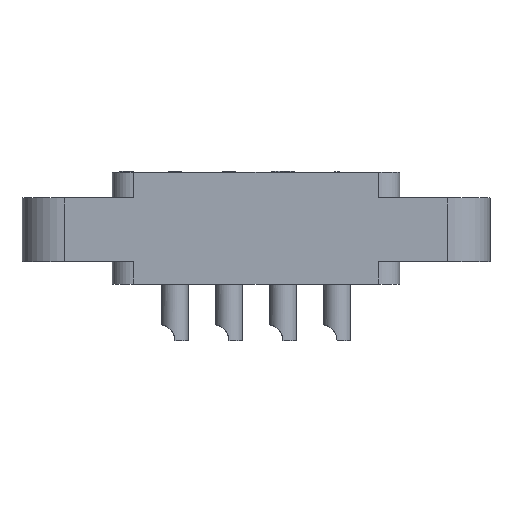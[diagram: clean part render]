
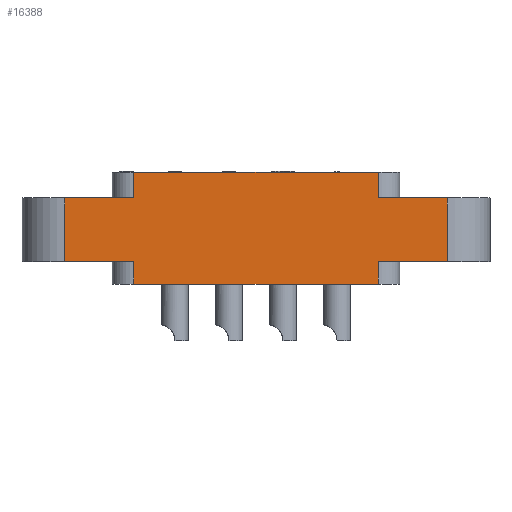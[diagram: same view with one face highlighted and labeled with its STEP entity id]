
A CAD part, top view. The second image highlights one B-rep face of the part: STEP entity #16388.
In plain terms, the highlighted planar face has unit normal (0, 0, 1).
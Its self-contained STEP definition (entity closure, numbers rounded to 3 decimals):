
#19=DIRECTION('',(-1.,0.,0.));
#20=VECTOR('',#19,6.5);
#21=CARTESIAN_POINT('',(18.,8.1,6.6));
#22=LINE('',#21,#20);
#41=DIRECTION('',(0.,1.,0.));
#42=VECTOR('',#41,2.4);
#43=CARTESIAN_POINT('',(11.5,8.1,6.6));
#44=LINE('',#43,#42);
#63=DIRECTION('',(-1.,0.,0.));
#64=VECTOR('',#63,23.);
#65=CARTESIAN_POINT('',(11.5,10.5,6.6));
#66=LINE('',#65,#64);
#881=DIRECTION('',(0.,-1.,0.));
#882=VECTOR('',#881,2.4);
#883=CARTESIAN_POINT('',(-11.5,10.5,6.6));
#884=LINE('',#883,#882);
#903=DIRECTION('',(-1.,0.,0.));
#904=VECTOR('',#903,6.5);
#905=CARTESIAN_POINT('',(-11.5,8.1,6.6));
#906=LINE('',#905,#904);
#943=DIRECTION('',(0.,-1.,0.));
#944=VECTOR('',#943,6.);
#945=CARTESIAN_POINT('',(-18.,8.1,6.6));
#946=LINE('',#945,#944);
#969=DIRECTION('',(1.,0.,0.));
#970=VECTOR('',#969,6.5);
#971=CARTESIAN_POINT('',(-18.,2.1,6.6));
#972=LINE('',#971,#970);
#987=DIRECTION('',(0.,-1.,0.));
#988=VECTOR('',#987,2.1);
#989=CARTESIAN_POINT('',(-11.5,2.1,6.6));
#990=LINE('',#989,#988);
#1009=DIRECTION('',(1.,0.,0.));
#1010=VECTOR('',#1009,23.);
#1011=CARTESIAN_POINT('',(-11.5,0.,6.6));
#1012=LINE('',#1011,#1010);
#1125=DIRECTION('',(0.,1.,0.));
#1126=VECTOR('',#1125,2.1);
#1127=CARTESIAN_POINT('',(11.5,0.,6.6));
#1128=LINE('',#1127,#1126);
#1147=DIRECTION('',(1.,0.,0.));
#1148=VECTOR('',#1147,6.5);
#1149=CARTESIAN_POINT('',(11.5,2.1,6.6));
#1150=LINE('',#1149,#1148);
#1165=DIRECTION('',(0.,1.,0.));
#1166=VECTOR('',#1165,6.);
#1167=CARTESIAN_POINT('',(18.,2.1,6.6));
#1168=LINE('',#1167,#1166);
#13887=CARTESIAN_POINT('',(18.,2.1,6.6));
#13888=CARTESIAN_POINT('',(18.,8.1,6.6));
#13889=VERTEX_POINT('',#13887);
#13890=VERTEX_POINT('',#13888);
#13903=CARTESIAN_POINT('',(-18.,8.1,6.6));
#13904=CARTESIAN_POINT('',(-18.,2.1,6.6));
#13905=VERTEX_POINT('',#13903);
#13906=VERTEX_POINT('',#13904);
#13935=CARTESIAN_POINT('',(11.5,8.1,6.6));
#13936=CARTESIAN_POINT('',(11.5,10.5,6.6));
#13937=VERTEX_POINT('',#13935);
#13938=VERTEX_POINT('',#13936);
#13943=CARTESIAN_POINT('',(11.5,0.,6.6));
#13944=CARTESIAN_POINT('',(11.5,2.1,6.6));
#13945=VERTEX_POINT('',#13943);
#13946=VERTEX_POINT('',#13944);
#13951=CARTESIAN_POINT('',(-11.5,2.1,6.6));
#13952=CARTESIAN_POINT('',(-11.5,0.,6.6));
#13953=VERTEX_POINT('',#13951);
#13954=VERTEX_POINT('',#13952);
#13959=CARTESIAN_POINT('',(-11.5,10.5,6.6));
#13960=CARTESIAN_POINT('',(-11.5,8.1,6.6));
#13961=VERTEX_POINT('',#13959);
#13962=VERTEX_POINT('',#13960);
#16358=CARTESIAN_POINT('',(0.,0.,6.6));
#16359=DIRECTION('',(0.,0.,1.));
#16360=DIRECTION('',(1.,0.,0.));
#16361=AXIS2_PLACEMENT_3D('',#16358,#16359,#16360);
#16362=PLANE('',#16361);
#16364=ORIENTED_EDGE('',*,*,#16363,.F.);
#16365=ORIENTED_EDGE('',*,*,#16335,.F.);
#16367=ORIENTED_EDGE('',*,*,#16366,.F.);
#16369=ORIENTED_EDGE('',*,*,#16368,.F.);
#16371=ORIENTED_EDGE('',*,*,#16370,.F.);
#16373=ORIENTED_EDGE('',*,*,#16372,.F.);
#16375=ORIENTED_EDGE('',*,*,#16374,.F.);
#16377=ORIENTED_EDGE('',*,*,#16376,.F.);
#16379=ORIENTED_EDGE('',*,*,#16378,.F.);
#16381=ORIENTED_EDGE('',*,*,#16380,.F.);
#16383=ORIENTED_EDGE('',*,*,#16382,.F.);
#16385=ORIENTED_EDGE('',*,*,#16384,.F.);
#16386=EDGE_LOOP('',(#16364,#16365,#16367,#16369,#16371,#16373,#16375,#16377,
#16379,#16381,#16383,#16385));
#16387=FACE_OUTER_BOUND('',#16386,.F.);
#16388=ADVANCED_FACE('',(#16387),#16362,.T.);
#16335=EDGE_CURVE('',#13890,#13937,#22,.T.);
#16363=EDGE_CURVE('',#13937,#13938,#44,.T.);
#16366=EDGE_CURVE('',#13889,#13890,#1168,.T.);
#16368=EDGE_CURVE('',#13946,#13889,#1150,.T.);
#16370=EDGE_CURVE('',#13945,#13946,#1128,.T.);
#16372=EDGE_CURVE('',#13954,#13945,#1012,.T.);
#16374=EDGE_CURVE('',#13953,#13954,#990,.T.);
#16376=EDGE_CURVE('',#13906,#13953,#972,.T.);
#16378=EDGE_CURVE('',#13905,#13906,#946,.T.);
#16380=EDGE_CURVE('',#13962,#13905,#906,.T.);
#16382=EDGE_CURVE('',#13961,#13962,#884,.T.);
#16384=EDGE_CURVE('',#13938,#13961,#66,.T.);
